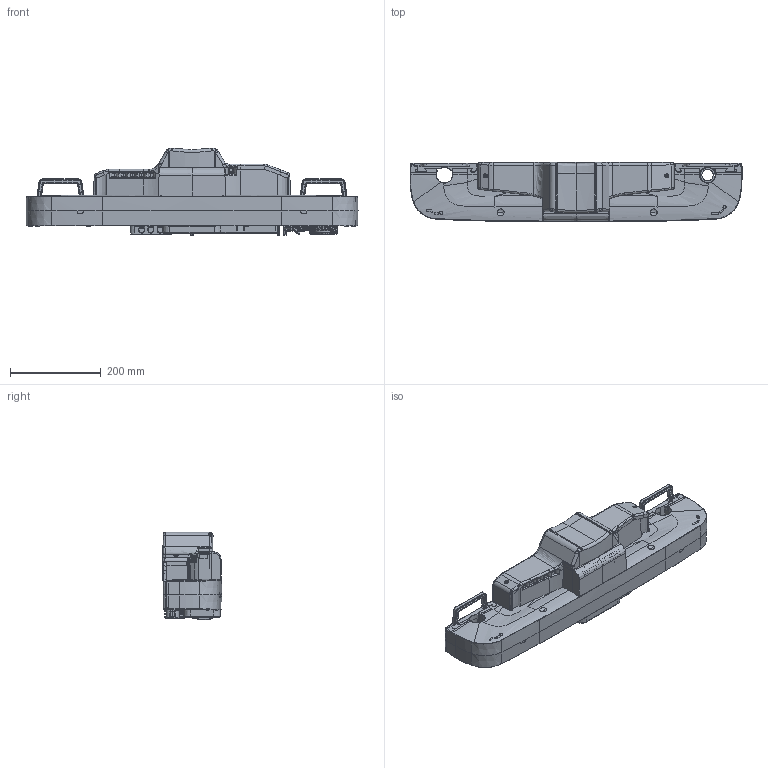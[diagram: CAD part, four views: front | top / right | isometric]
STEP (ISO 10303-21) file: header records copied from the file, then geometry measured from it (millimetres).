
FILE_DESCRIPTION (( 'STEP AP214' ), '1' );
FILE_NAME ('Duomat 9.STEP', '2016-02-15T09:34:44', ( 'admin' ), ( 'Hewlett-Packard Company' ), 'SwSTEP 2.0', 'SolidWorks 2014', '' );
FILE_SCHEMA (( 'AUTOMOTIVE_DESIGN' ));
Length unit declared in the file: millimetre
Products named in the file (1): Duomat 9
Bounding box: 733 x 130.83 x 193.24 mm (x, y, z)
Volume: 7739471.8 mm3; surface area: 864373.5 mm2
Topology: 18 solids, 20 shells, 5772 faces, 14697 edges, 8988 vertices
Faces by surface type: plane 2350, cylinder 1511, bspline 895, cone 455, torus 354, sphere 207
Entity records: 210188 total; most frequent: CARTESIAN_POINT 74452, ORIENTED_EDGE 29024, DIRECTION 25099, EDGE_CURVE 14512, AXIS2_PLACEMENT_3D 8977, VERTEX_POINT 8958, VECTOR 7145, LINE 7145
